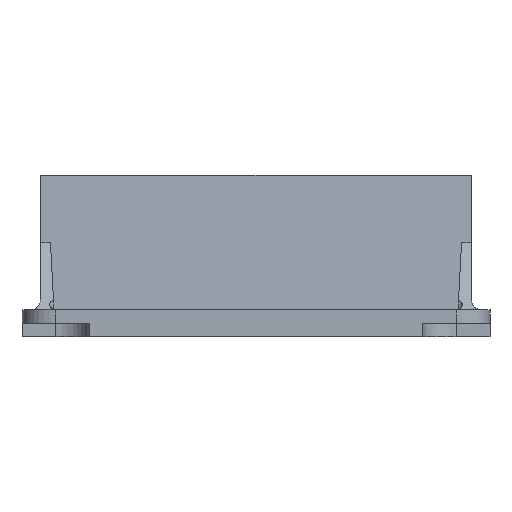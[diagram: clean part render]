
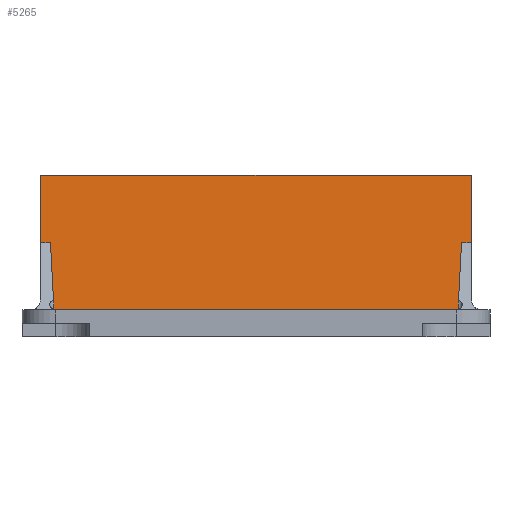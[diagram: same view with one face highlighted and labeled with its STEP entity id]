
A CAD part, front view. The second image highlights one B-rep face of the part: STEP entity #5265.
In plain terms, the highlighted planar face has unit normal (0, -0.999, 0.052).
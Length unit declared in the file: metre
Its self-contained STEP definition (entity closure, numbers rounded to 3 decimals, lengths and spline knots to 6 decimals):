
#723=ORIENTED_EDGE('',*,*,#2311,.F.);
#724=ORIENTED_EDGE('',*,*,#2312,.T.);
#725=ORIENTED_EDGE('',*,*,#2313,.F.);
#726=ORIENTED_EDGE('',*,*,#2314,.F.);
#727=ORIENTED_EDGE('',*,*,#2315,.T.);
#728=ORIENTED_EDGE('',*,*,#2316,.T.);
#729=ORIENTED_EDGE('',*,*,#2317,.T.);
#730=ORIENTED_EDGE('',*,*,#2181,.T.);
#2181=EDGE_CURVE('',#2974,#2973,#3460,.F.);
#2311=EDGE_CURVE('',#3099,#2973,#3532,.T.);
#2312=EDGE_CURVE('',#3099,#3100,#3533,.F.);
#2313=EDGE_CURVE('',#3101,#3100,#3534,.F.);
#2314=EDGE_CURVE('',#3102,#3101,#3535,.F.);
#2315=EDGE_CURVE('',#3102,#3103,#3536,.F.);
#2316=EDGE_CURVE('',#3103,#3104,#3537,.F.);
#2317=EDGE_CURVE('',#3104,#2974,#3538,.F.);
#2973=VERTEX_POINT('',#7191);
#2974=VERTEX_POINT('',#7193);
#3099=VERTEX_POINT('',#7544);
#3100=VERTEX_POINT('',#7546);
#3101=VERTEX_POINT('',#7548);
#3102=VERTEX_POINT('',#7550);
#3103=VERTEX_POINT('',#7552);
#3104=VERTEX_POINT('',#7554);
#3460=LINE('',#7192,#3958);
#3532=LINE('',#7543,#4030);
#3533=LINE('',#7545,#4031);
#3534=LINE('',#7547,#4032);
#3535=LINE('',#7549,#4033);
#3536=LINE('',#7551,#4034);
#3537=LINE('',#7553,#4035);
#3538=LINE('',#7555,#4036);
#3958=VECTOR('',#5977,1.);
#4030=VECTOR('',#6075,1.);
#4031=VECTOR('',#6076,1.);
#4032=VECTOR('',#6077,1.);
#4033=VECTOR('',#6078,1.);
#4034=VECTOR('',#6079,1.);
#4035=VECTOR('',#6080,1.);
#4036=VECTOR('',#6081,1.);
#4430=EDGE_LOOP('',(#723,#724,#725,#726,#727,#728,#729,#730));
#4780=FACE_BOUND('',#4430,.T.);
#5104=PLANE('',#5617);
#5265=ADVANCED_FACE('',(#4780),#5104,.T.);
#5617=AXIS2_PLACEMENT_3D('',#7542,#6073,#6074);
#5977=DIRECTION('',(-1.,0.,0.));
#6073=DIRECTION('',(0.,-0.999,0.052));
#6074=DIRECTION('',(0.,-0.052,-0.999));
#6075=DIRECTION('',(-0.052,-0.052,-0.997));
#6076=DIRECTION('',(-1.,0.,0.));
#6077=DIRECTION('',(0.,0.052,0.999));
#6078=DIRECTION('',(-1.,0.,0.));
#6079=DIRECTION('',(0.,0.052,0.999));
#6080=DIRECTION('',(-1.,0.,0.));
#6081=DIRECTION('',(-0.052,0.052,0.997));
#7191=CARTESIAN_POINT('',(0.0381,-0.016828,0.00508));
#7192=CARTESIAN_POINT('',(0.,-0.016828,0.00508));
#7193=CARTESIAN_POINT('',(-0.0381,-0.016828,0.00508));
#7542=CARTESIAN_POINT('',(0.,-0.016828,0.00508));
#7543=CARTESIAN_POINT('',(0.037996,-0.016932,0.003094));
#7544=CARTESIAN_POINT('',(0.038766,-0.016162,0.01778));
#7545=CARTESIAN_POINT('',(0.,-0.016162,0.01778));
#7546=CARTESIAN_POINT('',(0.04064,-0.016162,0.01778));
#7547=CARTESIAN_POINT('',(0.04064,-0.015495,0.03051));
#7548=CARTESIAN_POINT('',(0.04064,-0.015496,0.03048));
#7549=CARTESIAN_POINT('',(0.,-0.015496,0.03048));
#7550=CARTESIAN_POINT('',(-0.04064,-0.015496,0.03048));
#7551=CARTESIAN_POINT('',(-0.04064,-0.015495,0.03051));
#7552=CARTESIAN_POINT('',(-0.04064,-0.016162,0.01778));
#7553=CARTESIAN_POINT('',(0.,-0.016162,0.01778));
#7554=CARTESIAN_POINT('',(-0.038766,-0.016162,0.01778));
#7555=CARTESIAN_POINT('',(-0.037996,-0.016932,0.003094));
